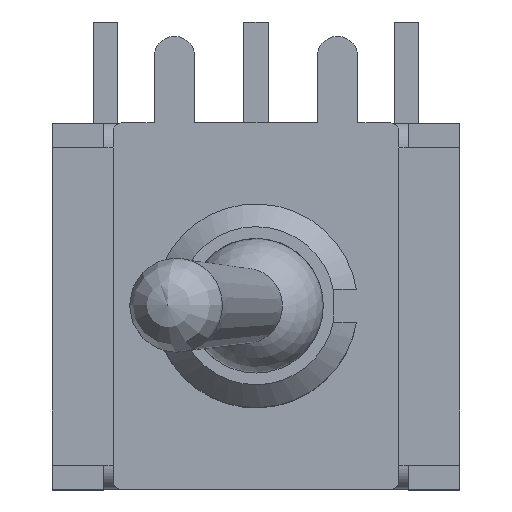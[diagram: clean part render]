
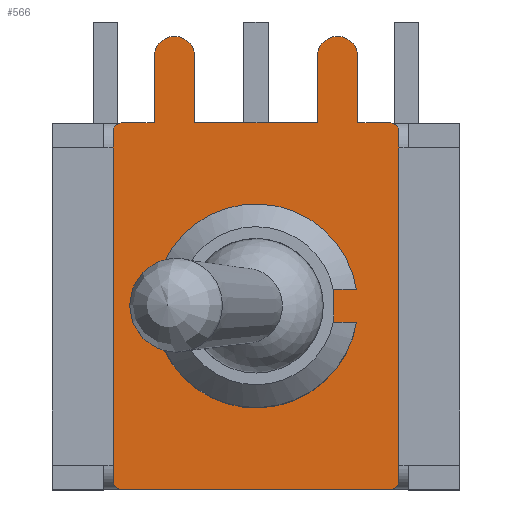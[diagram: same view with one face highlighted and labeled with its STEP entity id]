
A CAD part, top view. The second image highlights one B-rep face of the part: STEP entity #566.
In plain terms, the highlighted planar face has unit normal (0, 0, 1).
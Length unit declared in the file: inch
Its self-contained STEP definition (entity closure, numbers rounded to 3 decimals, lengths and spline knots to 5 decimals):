
#390=CARTESIAN_POINT('',(-0.19272,0.35911,0.36969));
#391=DIRECTION('',(0.0,0.0,1.0));
#392=DIRECTION('',(1.0,0.0,0.0));
#393=AXIS2_PLACEMENT_3D('',#390,#391,#392);
#394=PLANE('',#393);
#395=CARTESIAN_POINT('',(0.16535,0.225,0.36969));
#396=VERTEX_POINT('',#395);
#397=CARTESIAN_POINT('',(0.1752,0.21516,0.36969));
#398=VERTEX_POINT('',#397);
#399=CARTESIAN_POINT('',(0.16535,0.21516,0.36969));
#400=DIRECTION('',(0.0,0.0,-1.0));
#401=DIRECTION('',(0.707,0.707,0.0));
#402=AXIS2_PLACEMENT_3D('',#399,#400,#401);
#403=CIRCLE('',#402,0.00984);
#404=EDGE_CURVE('',#396,#398,#403,.T.);
#405=ORIENTED_EDGE('',*,*,#404,.F.);
#406=CARTESIAN_POINT('',(0.125,0.225,0.36969));
#407=VERTEX_POINT('',#406);
#408=CARTESIAN_POINT('',(0.125,0.225,0.36969));
#409=DIRECTION('',(1.0,0.0,0.0));
#410=VECTOR('',#409,0.04035);
#411=LINE('',#408,#410);
#412=EDGE_CURVE('',#407,#396,#411,.T.);
#413=ORIENTED_EDGE('',*,*,#412,.F.);
#414=CARTESIAN_POINT('',(0.125,0.3063,0.36969));
#415=VERTEX_POINT('',#414);
#416=CARTESIAN_POINT('',(0.125,0.3063,0.36969));
#417=DIRECTION('',(0.0,-1.0,0.0));
#418=VECTOR('',#417,0.0813);
#419=LINE('',#416,#418);
#420=EDGE_CURVE('',#415,#407,#419,.T.);
#421=ORIENTED_EDGE('',*,*,#420,.F.);
#422=CARTESIAN_POINT('',(0.075,0.3063,0.36969));
#423=VERTEX_POINT('',#422);
#424=CARTESIAN_POINT('',(0.1,0.3063,0.36969));
#425=DIRECTION('',(0.0,0.0,-1.0));
#426=DIRECTION('',(1.0,0.0,0.0));
#427=AXIS2_PLACEMENT_3D('',#424,#425,#426);
#428=CIRCLE('',#427,0.025);
#429=EDGE_CURVE('',#423,#415,#428,.T.);
#430=ORIENTED_EDGE('',*,*,#429,.F.);
#431=CARTESIAN_POINT('',(0.075,0.225,0.36969));
#432=VERTEX_POINT('',#431);
#433=CARTESIAN_POINT('',(0.075,0.225,0.36969));
#434=DIRECTION('',(0.0,1.0,0.0));
#435=VECTOR('',#434,0.0813);
#436=LINE('',#433,#435);
#437=EDGE_CURVE('',#432,#423,#436,.T.);
#438=ORIENTED_EDGE('',*,*,#437,.F.);
#439=CARTESIAN_POINT('',(-0.075,0.225,0.36969));
#440=VERTEX_POINT('',#439);
#441=CARTESIAN_POINT('',(-0.075,0.225,0.36969));
#442=DIRECTION('',(1.0,0.0,0.0));
#443=VECTOR('',#442,0.15);
#444=LINE('',#441,#443);
#445=EDGE_CURVE('',#440,#432,#444,.T.);
#446=ORIENTED_EDGE('',*,*,#445,.F.);
#447=CARTESIAN_POINT('',(-0.075,0.3063,0.36969));
#448=VERTEX_POINT('',#447);
#449=CARTESIAN_POINT('',(-0.075,0.3063,0.36969));
#450=DIRECTION('',(0.0,-1.0,0.0));
#451=VECTOR('',#450,0.0813);
#452=LINE('',#449,#451);
#453=EDGE_CURVE('',#448,#440,#452,.T.);
#454=ORIENTED_EDGE('',*,*,#453,.F.);
#455=CARTESIAN_POINT('',(-0.125,0.3063,0.36969));
#456=VERTEX_POINT('',#455);
#457=CARTESIAN_POINT('',(-0.1,0.3063,0.36969));
#458=DIRECTION('',(0.0,0.0,-1.0));
#459=DIRECTION('',(1.0,0.0,0.0));
#460=AXIS2_PLACEMENT_3D('',#457,#458,#459);
#461=CIRCLE('',#460,0.025);
#462=EDGE_CURVE('',#456,#448,#461,.T.);
#463=ORIENTED_EDGE('',*,*,#462,.F.);
#464=CARTESIAN_POINT('',(-0.125,0.225,0.36969));
#465=VERTEX_POINT('',#464);
#466=CARTESIAN_POINT('',(-0.125,0.225,0.36969));
#467=DIRECTION('',(0.0,1.0,0.0));
#468=VECTOR('',#467,0.0813);
#469=LINE('',#466,#468);
#470=EDGE_CURVE('',#465,#456,#469,.T.);
#471=ORIENTED_EDGE('',*,*,#470,.F.);
#472=CARTESIAN_POINT('',(-0.16535,0.225,0.36969));
#473=VERTEX_POINT('',#472);
#474=CARTESIAN_POINT('',(-0.16535,0.225,0.36969));
#475=DIRECTION('',(1.0,0.0,0.0));
#476=VECTOR('',#475,0.04035);
#477=LINE('',#474,#476);
#478=EDGE_CURVE('',#473,#465,#477,.T.);
#479=ORIENTED_EDGE('',*,*,#478,.F.);
#480=CARTESIAN_POINT('',(-0.1752,0.21516,0.36969));
#481=VERTEX_POINT('',#480);
#482=CARTESIAN_POINT('',(-0.16535,0.21516,0.36969));
#483=DIRECTION('',(0.0,0.0,-1.0));
#484=DIRECTION('',(-0.707,0.707,0.0));
#485=AXIS2_PLACEMENT_3D('',#482,#483,#484);
#486=CIRCLE('',#485,0.00984);
#487=EDGE_CURVE('',#481,#473,#486,.T.);
#488=ORIENTED_EDGE('',*,*,#487,.F.);
#489=CARTESIAN_POINT('',(-0.1752,-0.21516,0.36969));
#490=VERTEX_POINT('',#489);
#491=CARTESIAN_POINT('',(-0.1752,-0.21516,0.36969));
#492=DIRECTION('',(0.0,1.0,0.0));
#493=VECTOR('',#492,0.43031);
#494=LINE('',#491,#493);
#495=EDGE_CURVE('',#490,#481,#494,.T.);
#496=ORIENTED_EDGE('',*,*,#495,.F.);
#497=CARTESIAN_POINT('',(-0.16535,-0.225,0.36969));
#498=VERTEX_POINT('',#497);
#499=CARTESIAN_POINT('',(-0.16535,-0.21516,0.36969));
#500=DIRECTION('',(0.0,0.0,-1.0));
#501=DIRECTION('',(-0.707,-0.707,0.0));
#502=AXIS2_PLACEMENT_3D('',#499,#500,#501);
#503=CIRCLE('',#502,0.00984);
#504=EDGE_CURVE('',#498,#490,#503,.T.);
#505=ORIENTED_EDGE('',*,*,#504,.F.);
#506=CARTESIAN_POINT('',(0.16535,-0.225,0.36969));
#507=VERTEX_POINT('',#506);
#508=CARTESIAN_POINT('',(0.16535,-0.225,0.36969));
#509=DIRECTION('',(-1.0,0.0,0.0));
#510=VECTOR('',#509,0.33071);
#511=LINE('',#508,#510);
#512=EDGE_CURVE('',#507,#498,#511,.T.);
#513=ORIENTED_EDGE('',*,*,#512,.F.);
#514=CARTESIAN_POINT('',(0.1752,-0.21516,0.36969));
#515=VERTEX_POINT('',#514);
#516=CARTESIAN_POINT('',(0.16535,-0.21516,0.36969));
#517=DIRECTION('',(0.0,0.0,-1.0));
#518=DIRECTION('',(0.707,-0.707,0.0));
#519=AXIS2_PLACEMENT_3D('',#516,#517,#518);
#520=CIRCLE('',#519,0.00984);
#521=EDGE_CURVE('',#515,#507,#520,.T.);
#522=ORIENTED_EDGE('',*,*,#521,.F.);
#523=CARTESIAN_POINT('',(0.1752,0.21516,0.36969));
#524=DIRECTION('',(0.0,-1.0,0.0));
#525=VECTOR('',#524,0.43031);
#526=LINE('',#523,#525);
#527=EDGE_CURVE('',#398,#515,#526,.T.);
#528=ORIENTED_EDGE('',*,*,#527,.F.);
#529=EDGE_LOOP('',(#405,#413,#421,#430,#438,#446,#454,#463,#471,#479,#488,#496,#505,#513,#522,#528));
#530=FACE_OUTER_BOUND('',#529,.T.);
#531=CARTESIAN_POINT('',(0.09542,-0.02008,0.36969));
#532=VERTEX_POINT('',#531);
#533=CARTESIAN_POINT('',(0.09542,0.02008,0.36969));
#534=VERTEX_POINT('',#533);
#535=CARTESIAN_POINT('',(0.09542,-0.02008,0.36969));
#536=DIRECTION('',(0.0,1.0,0.0));
#537=VECTOR('',#536,0.04016);
#538=LINE('',#535,#537);
#539=EDGE_CURVE('',#532,#534,#538,.T.);
#540=ORIENTED_EDGE('',*,*,#539,.F.);
#541=CARTESIAN_POINT('',(0.12338,-0.02008,0.36969));
#542=VERTEX_POINT('',#541);
#543=CARTESIAN_POINT('',(0.12338,-0.02008,0.36969));
#544=DIRECTION('',(-1.0,0.0,0.0));
#545=VECTOR('',#544,0.02795);
#546=LINE('',#543,#545);
#547=EDGE_CURVE('',#542,#532,#546,.T.);
#548=ORIENTED_EDGE('',*,*,#547,.F.);
#549=CARTESIAN_POINT('',(0.12338,0.02008,0.36969));
#550=VERTEX_POINT('',#549);
#551=CARTESIAN_POINT('',(0.,0.,0.36969));
#552=DIRECTION('',(0.0,0.0,1.0));
#553=DIRECTION('',(0.987,0.161,0.0));
#554=AXIS2_PLACEMENT_3D('',#551,#552,#553);
#555=CIRCLE('',#554,0.125);
#556=EDGE_CURVE('',#550,#542,#555,.T.);
#557=ORIENTED_EDGE('',*,*,#556,.F.);
#558=CARTESIAN_POINT('',(0.09542,0.02008,0.36969));
#559=DIRECTION('',(1.0,0.0,0.0));
#560=VECTOR('',#559,0.02795);
#561=LINE('',#558,#560);
#562=EDGE_CURVE('',#534,#550,#561,.T.);
#563=ORIENTED_EDGE('',*,*,#562,.F.);
#564=EDGE_LOOP('',(#540,#548,#557,#563));
#565=FACE_BOUND('',#564,.T.);
#566=ADVANCED_FACE('',(#530,#565),#394,.T.);
